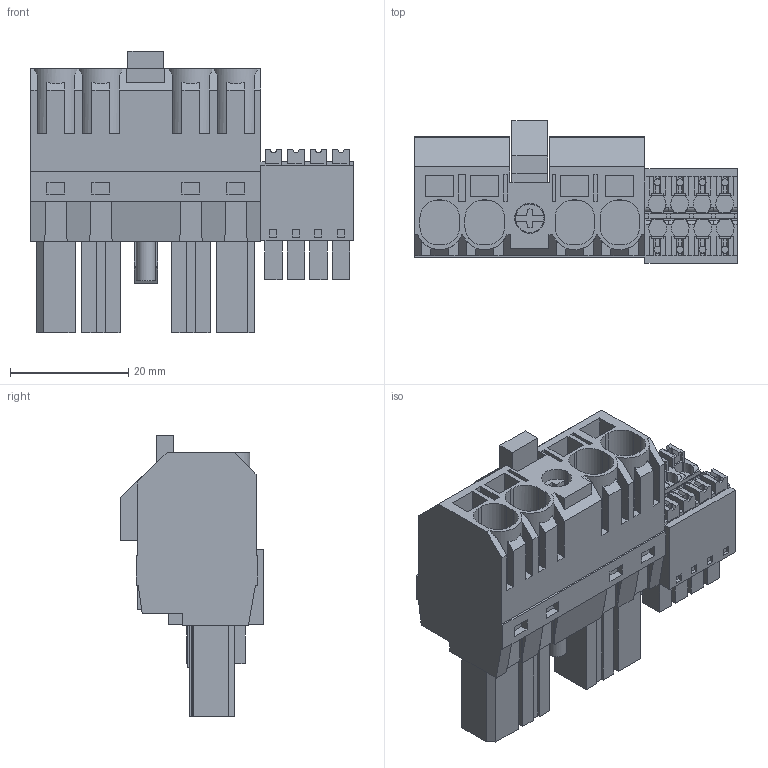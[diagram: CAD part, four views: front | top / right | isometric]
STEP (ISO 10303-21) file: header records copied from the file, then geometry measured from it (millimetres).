
FILE_DESCRIPTION(('CATIA V5 STEP Exchange','CAx-IF Rec.Pracs.--- Model Styling and Organization---1.4--- 2014-01-23'),'2;1');
FILE_NAME ('238557-4_0_2628650000_2628650000.stp','2023-09-07T12:53:10+00:00',('none'),('Weidmueller'),'CATIA Version 5-6 Release 2016 SP3 HF44','CATIA V5 STEP AP214','none');
FILE_SCHEMA(('AUTOMOTIVE_DESIGN { 1 0 10303 214 1 1 1 1 }'));
Length unit declared in the file: millimetre
Products named in the file (1): 2628650000
Bounding box: 54.65 x 24.13 x 47.7 mm (x, y, z)
Volume: 25167.3 mm3; surface area: 13838.4 mm2
Topology: 11 solids, 11 shells, 898 faces, 2471 edges, 1641 vertices
Faces by surface type: plane 798, cylinder 100
Entity records: 26872 total; most frequent: CARTESIAN_POINT 5324, ORIENTED_EDGE 4942, DIRECTION 3558, EDGE_CURVE 2471, VECTOR 2167, LINE 2167, VERTEX_POINT 1641, EDGE_LOOP 962
